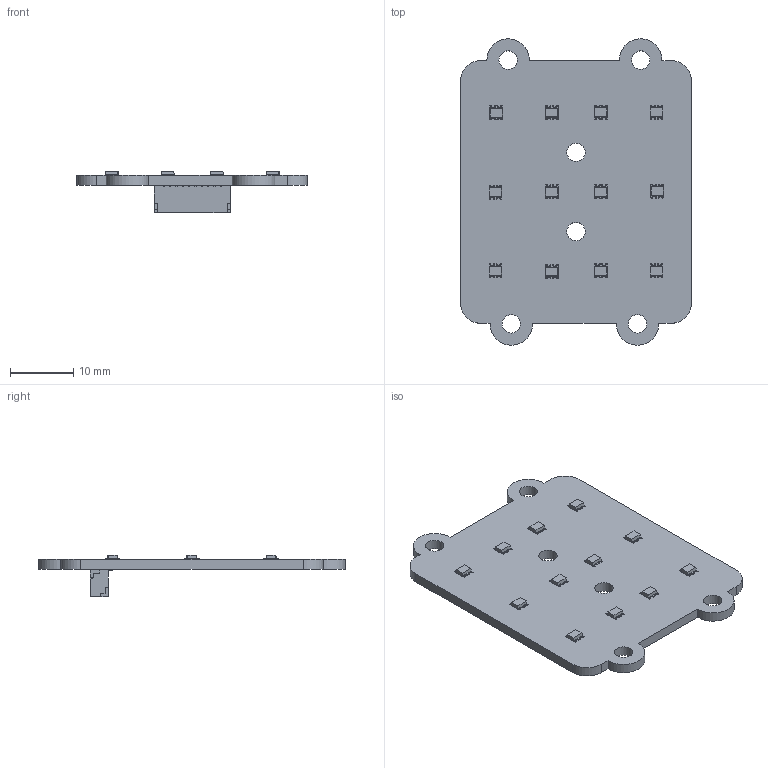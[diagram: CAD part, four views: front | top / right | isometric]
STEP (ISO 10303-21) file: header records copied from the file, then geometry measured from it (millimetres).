
FILE_DESCRIPTION(('KiCad electronic assembly'),'2;1');
FILE_NAME('sucker-one-ui-board.step','2021-08-02T21:02:36',('Pcbnew'),( 'Kicad'),'Open CASCADE STEP processor 7.5','KiCad to STEP converter' ,'Unknown');
FILE_SCHEMA(('AUTOMOTIVE_DESIGN { 1 0 10303 214 1 1 1 1 }'));
Length unit declared in the file: millimetre
Products named in the file (6): sucker-one-ui-board 1; WS2812-2020; SOLID; BM10B-SRSS-TB(LF)(SN); COMPOUND
Assembly tree (16 placements, depth 3):
  sucker-one-ui-board 1
    WS2812-2020  x12
      SOLID
    BM10B-SRSS-TB(LF)(SN)
      SOLID
    COMPOUND
Bounding box: 36.4 x 48.28 x 6.55 mm (x, y, z)
Volume: 2548.1 mm3; surface area: 3968 mm2
Topology: 14 solids, 14 shells, 999 faces, 2636 edges, 1724 vertices
Faces by surface type: bspline 975, cylinder 14, plane 10
Full cylindrical faces by diameter (mm): 2.9 x6
Entity records: 16704 total; most frequent: CARTESIAN_POINT 5529, B_SPLINE_CURVE_WITH_KNOTS 1788, ORIENTED_EDGE 1356, PCURVE 1356, DEFINITIONAL_REPRESENTATION 1356, EDGE_CURVE 678, SURFACE_CURVE 672, VERTEX_POINT 448
